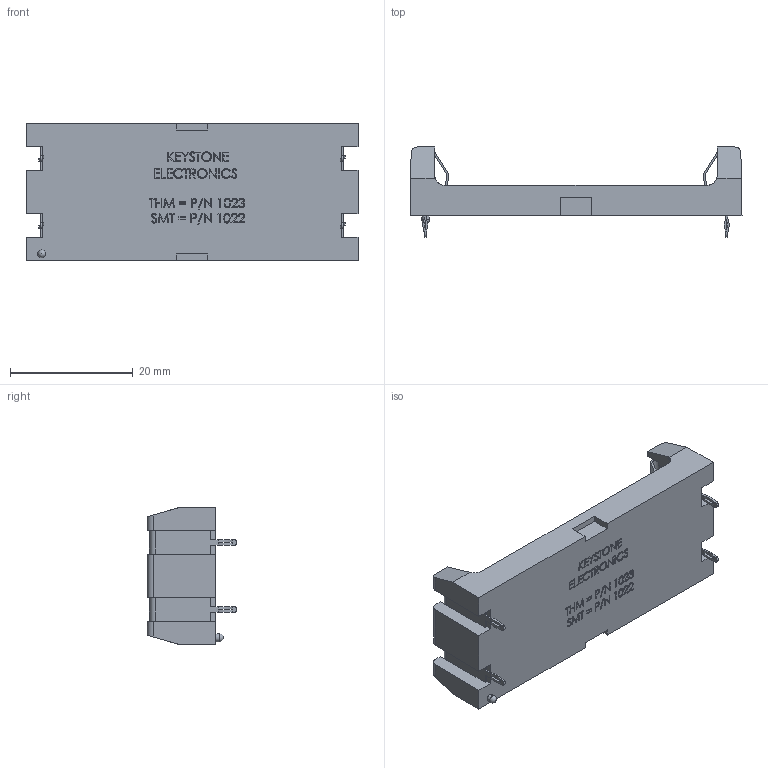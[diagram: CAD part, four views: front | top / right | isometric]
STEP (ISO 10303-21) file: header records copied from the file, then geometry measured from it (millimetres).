
FILE_DESCRIPTION (( 'STEP AP214' ), '1' );
FILE_NAME ('1023.STEP', '2013-03-27T15:57:34', ( 'Richard Maletta' ), ( '' ), 'SwSTEP 2.0', 'SolidWorks 2009', '' );
FILE_SCHEMA (( 'AUTOMOTIVE_DESIGN' ));
Length unit declared in the file: millimetre
Products named in the file (1): 1023
Bounding box: 54.07 x 14.63 x 22.23 mm (x, y, z)
Surface area: 5296.2 mm2 (no closed solid volume)
Topology: 0 solids, 5 shells, 690 faces, 2239 edges, 1502 vertices
Faces by surface type: plane 500, bspline 151, cylinder 38, sphere 1
Entity records: 40233 total; most frequent: CARTESIAN_POINT 14410, ORIENTED_EDGE 3920, DIRECTION 3024, EDGE_CURVE 2236, LINE 1808, VECTOR 1808, VERTEX_POINT 1500, EDGE_LOOP 749
